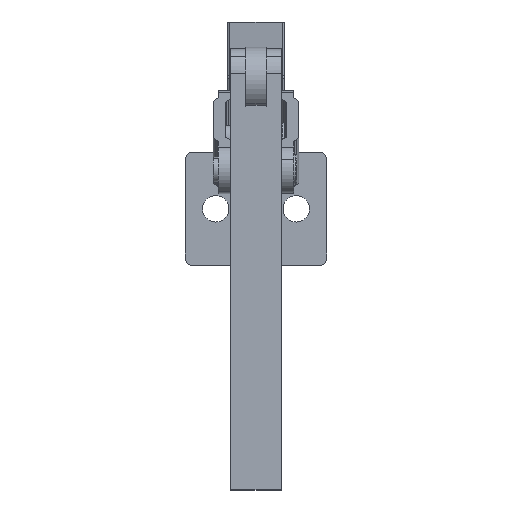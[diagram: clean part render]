
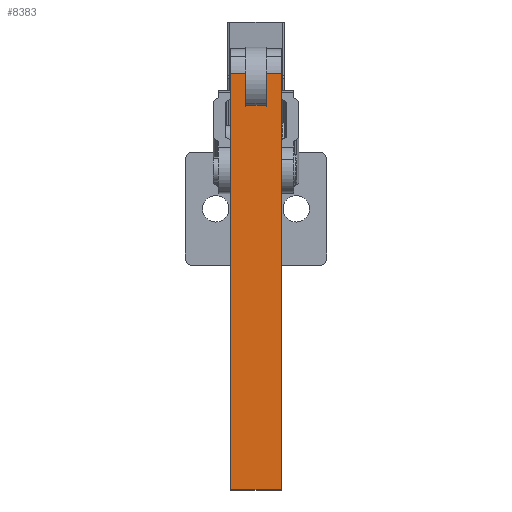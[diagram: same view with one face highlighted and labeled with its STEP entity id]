
A CAD part, top view. The second image highlights one B-rep face of the part: STEP entity #8383.
In plain terms, the highlighted planar face has unit normal (0, 0, 1).
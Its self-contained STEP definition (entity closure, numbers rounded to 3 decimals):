
#329=CARTESIAN_POINT('',(-12.654,81.616,74.038));
#330=VERTEX_POINT('',#329);
#355=CARTESIAN_POINT('',(-4.654,81.616,74.038));
#356=VERTEX_POINT('',#355);
#8216=CARTESIAN_POINT('',(-12.654,75.248,74.038));
#8217=VERTEX_POINT('',#8216);
#8218=CARTESIAN_POINT('',(-12.654,75.248,74.038));
#8219=DIRECTION('',(0.0,1.0,0.0));
#8220=VECTOR('',#8219,6.368);
#8221=LINE('',#8218,#8220);
#8222=EDGE_CURVE('',#8217,#330,#8221,.T.);
#8280=CARTESIAN_POINT('',(-4.654,75.248,74.038));
#8281=VERTEX_POINT('',#8280);
#8288=CARTESIAN_POINT('',(-4.654,81.616,74.038));
#8289=DIRECTION('',(0.0,-1.0,0.0));
#8290=VECTOR('',#8289,6.368);
#8291=LINE('',#8288,#8290);
#8292=EDGE_CURVE('',#356,#8281,#8291,.T.);
#8303=CARTESIAN_POINT('',(-4.654,75.248,74.038));
#8304=DIRECTION('',(-1.0,0.0,0.0));
#8305=VECTOR('',#8304,8.);
#8306=LINE('',#8303,#8305);
#8307=EDGE_CURVE('',#8281,#8217,#8306,.T.);
#8319=CARTESIAN_POINT('',(-18.654,97.748,74.038));
#8320=DIRECTION('',(0.0,0.0,1.0));
#8321=DIRECTION('',(0.0,-1.0,0.0));
#8322=AXIS2_PLACEMENT_3D('',#8319,#8320,#8321);
#8323=PLANE('',#8322);
#8324=CARTESIAN_POINT('',(-4.654,87.748,74.038));
#8325=VERTEX_POINT('',#8324);
#8326=CARTESIAN_POINT('',(-4.654,81.616,74.038));
#8327=DIRECTION('',(0.0,1.0,0.0));
#8328=VECTOR('',#8327,6.132);
#8329=LINE('',#8326,#8328);
#8330=EDGE_CURVE('',#356,#8325,#8329,.T.);
#8331=ORIENTED_EDGE('',*,*,#8330,.F.);
#8332=ORIENTED_EDGE('',*,*,#8292,.T.);
#8333=ORIENTED_EDGE('',*,*,#8307,.T.);
#8334=ORIENTED_EDGE('',*,*,#8222,.T.);
#8335=CARTESIAN_POINT('',(-12.654,87.748,74.038));
#8336=VERTEX_POINT('',#8335);
#8337=CARTESIAN_POINT('',(-12.654,87.748,74.038));
#8338=DIRECTION('',(0.0,-1.0,0.0));
#8339=VECTOR('',#8338,6.132);
#8340=LINE('',#8337,#8339);
#8341=EDGE_CURVE('',#8336,#330,#8340,.T.);
#8342=ORIENTED_EDGE('',*,*,#8341,.F.);
#8343=CARTESIAN_POINT('',(-18.654,87.748,74.038));
#8344=VERTEX_POINT('',#8343);
#8345=CARTESIAN_POINT('',(-18.654,87.748,74.038));
#8346=DIRECTION('',(1.0,0.0,0.0));
#8347=VECTOR('',#8346,6.);
#8348=LINE('',#8345,#8347);
#8349=EDGE_CURVE('',#8344,#8336,#8348,.T.);
#8350=ORIENTED_EDGE('',*,*,#8349,.F.);
#8351=CARTESIAN_POINT('',(-18.654,-77.252,74.038));
#8352=VERTEX_POINT('',#8351);
#8353=CARTESIAN_POINT('',(-18.654,87.748,74.038));
#8354=DIRECTION('',(0.0,-1.0,0.0));
#8355=VECTOR('',#8354,165.0);
#8356=LINE('',#8353,#8355);
#8357=EDGE_CURVE('',#8344,#8352,#8356,.T.);
#8358=ORIENTED_EDGE('',*,*,#8357,.T.);
#8359=CARTESIAN_POINT('',(1.346,-77.252,74.038));
#8360=VERTEX_POINT('',#8359);
#8361=CARTESIAN_POINT('',(-18.654,-77.252,74.038));
#8362=DIRECTION('',(1.0,0.0,0.0));
#8363=VECTOR('',#8362,20.);
#8364=LINE('',#8361,#8363);
#8365=EDGE_CURVE('',#8352,#8360,#8364,.T.);
#8366=ORIENTED_EDGE('',*,*,#8365,.T.);
#8367=CARTESIAN_POINT('',(1.346,87.748,74.038));
#8368=VERTEX_POINT('',#8367);
#8369=CARTESIAN_POINT('',(1.346,87.748,74.038));
#8370=DIRECTION('',(0.0,-1.0,0.0));
#8371=VECTOR('',#8370,165.0);
#8372=LINE('',#8369,#8371);
#8373=EDGE_CURVE('',#8368,#8360,#8372,.T.);
#8374=ORIENTED_EDGE('',*,*,#8373,.F.);
#8375=CARTESIAN_POINT('',(-4.654,87.748,74.038));
#8376=DIRECTION('',(1.0,0.0,0.0));
#8377=VECTOR('',#8376,6.);
#8378=LINE('',#8375,#8377);
#8379=EDGE_CURVE('',#8325,#8368,#8378,.T.);
#8380=ORIENTED_EDGE('',*,*,#8379,.F.);
#8381=EDGE_LOOP('',(#8331,#8332,#8333,#8334,#8342,#8350,#8358,#8366,#8374,#8380));
#8382=FACE_OUTER_BOUND('',#8381,.T.);
#8383=ADVANCED_FACE('',(#8382),#8323,.T.);
